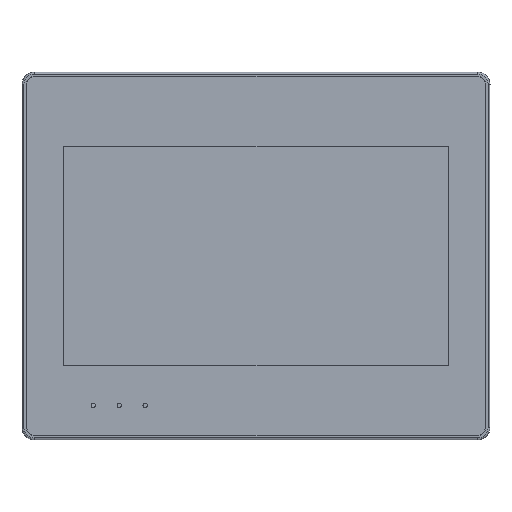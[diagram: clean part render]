
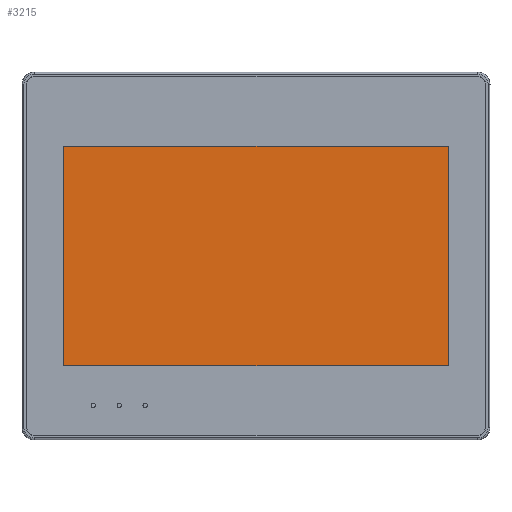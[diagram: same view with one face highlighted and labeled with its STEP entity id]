
A CAD part, top view. The second image highlights one B-rep face of the part: STEP entity #3215.
In plain terms, the highlighted planar face has unit normal (0, 0, 1).
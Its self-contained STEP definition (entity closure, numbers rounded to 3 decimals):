
#3088=DIRECTION('',(0.,1.,0.));
#3089=VECTOR('',#3088,127.28);
#3090=CARTESIAN_POINT('',(-113.4,-63.64,9.4));
#3091=LINE('',#3090,#3089);
#3092=DIRECTION('',(1.,0.,0.));
#3093=VECTOR('',#3092,222.8);
#3094=CARTESIAN_POINT('',(-113.4,63.64,9.4));
#3095=LINE('',#3094,#3093);
#3096=DIRECTION('',(0.,-1.,0.));
#3097=VECTOR('',#3096,127.28);
#3098=CARTESIAN_POINT('',(109.4,63.64,9.4));
#3099=LINE('',#3098,#3097);
#3100=DIRECTION('',(-1.,0.,0.));
#3101=VECTOR('',#3100,222.8);
#3102=CARTESIAN_POINT('',(109.4,-63.64,9.4));
#3103=LINE('',#3102,#3101);
#3140=CARTESIAN_POINT('',(-113.4,63.64,9.4));
#3141=CARTESIAN_POINT('',(-113.4,-63.64,9.4));
#3142=VERTEX_POINT('',#3140);
#3143=VERTEX_POINT('',#3141);
#3144=CARTESIAN_POINT('',(109.4,-63.64,9.4));
#3145=VERTEX_POINT('',#3144);
#3146=CARTESIAN_POINT('',(109.4,63.64,9.4));
#3147=VERTEX_POINT('',#3146);
#3200=CARTESIAN_POINT('',(0.,0.,9.4));
#3201=DIRECTION('',(0.,0.,1.));
#3202=DIRECTION('',(1.,0.,0.));
#3203=AXIS2_PLACEMENT_3D('',#3200,#3201,#3202);
#3204=PLANE('',#3203);
#3206=ORIENTED_EDGE('',*,*,#3205,.T.);
#3208=ORIENTED_EDGE('',*,*,#3207,.T.);
#3210=ORIENTED_EDGE('',*,*,#3209,.T.);
#3212=ORIENTED_EDGE('',*,*,#3211,.T.);
#3213=EDGE_LOOP('',(#3206,#3208,#3210,#3212));
#3214=FACE_OUTER_BOUND('',#3213,.F.);
#3215=ADVANCED_FACE('',(#3214),#3204,.T.);
#3205=EDGE_CURVE('',#3143,#3142,#3091,.T.);
#3207=EDGE_CURVE('',#3142,#3147,#3095,.T.);
#3209=EDGE_CURVE('',#3147,#3145,#3099,.T.);
#3211=EDGE_CURVE('',#3145,#3143,#3103,.T.);
